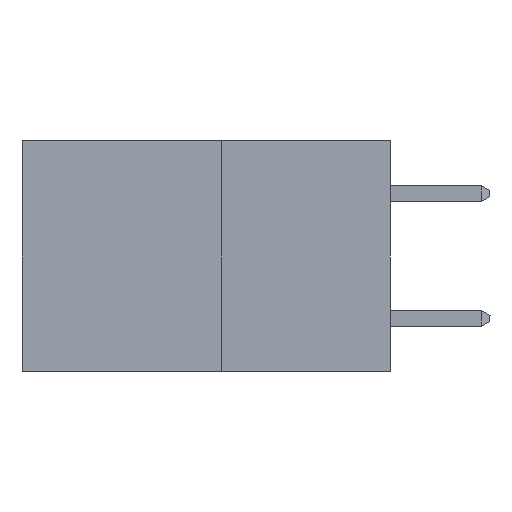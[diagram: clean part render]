
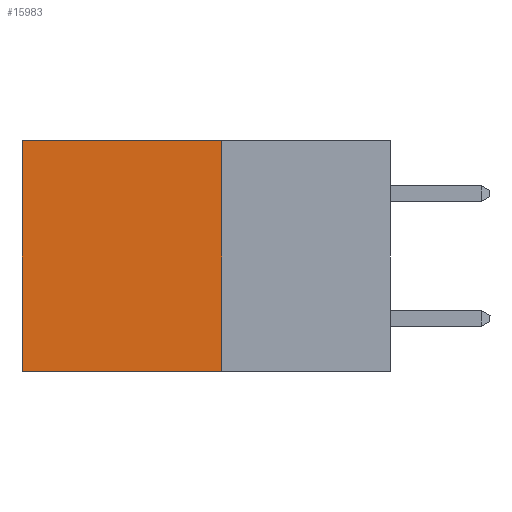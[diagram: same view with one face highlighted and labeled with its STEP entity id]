
A CAD part, left-side view. The second image highlights one B-rep face of the part: STEP entity #15983.
In plain terms, the highlighted planar face has unit normal (-1, 0, 0).
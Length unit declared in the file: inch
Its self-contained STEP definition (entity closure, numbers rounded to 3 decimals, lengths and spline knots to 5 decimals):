
#1107 = VECTOR ( 'NONE', #29531, 39.37008 ) ;
#2092 = LINE ( 'NONE', #8797, #14426 ) ;
#3656 = VERTEX_POINT ( 'NONE', #25048 ) ;
#5307 = DIRECTION ( 'NONE',  ( 0., 0., -1. ) ) ;
#7262 = VERTEX_POINT ( 'NONE', #15576 ) ;
#8506 = CARTESIAN_POINT ( 'NONE',  ( 0.277, 0.27, -0.37 ) ) ;
#8531 = ORIENTED_EDGE ( 'NONE', *, *, #24841, .T. ) ;
#8797 = CARTESIAN_POINT ( 'NONE',  ( 0.277, 0.59, -0.37 ) ) ;
#8965 = CARTESIAN_POINT ( 'NONE',  ( 0.277, 0.27, 0. ) ) ;
#10038 = CARTESIAN_POINT ( 'NONE',  ( 0.277, 0.27, -0.37 ) ) ;
#10095 = CARTESIAN_POINT ( 'NONE',  ( 0.277, 0.27, 0. ) ) ;
#10420 = ORIENTED_EDGE ( 'NONE', *, *, #12809, .F. ) ;
#11449 = LINE ( 'NONE', #26965, #30029 ) ;
#12809 = EDGE_CURVE ( 'NONE', #7262, #18456, #11449, .T. ) ;
#13036 = FACE_OUTER_BOUND ( 'NONE', #24571, .T. ) ;
#13335 = DIRECTION ( 'NONE',  ( 0., 0., -1. ) ) ;
#13576 = EDGE_CURVE ( 'NONE', #3656, #18456, #2092, .T. ) ;
#14426 = VECTOR ( 'NONE', #28237, 39.37008 ) ;
#14910 = CARTESIAN_POINT ( 'NONE',  ( 0.277, 0.59, -0.37 ) ) ;
#15576 = CARTESIAN_POINT ( 'NONE',  ( 0.277, 0.27, -0.37 ) ) ;
#15983 = ADVANCED_FACE ( 'NONE', ( #13036 ), #17532, .F. ) ;
#16169 = ORIENTED_EDGE ( 'NONE', *, *, #28178, .F. ) ;
#17137 = DIRECTION ( 'NONE',  ( 0., 1., 0. ) ) ;
#17532 = PLANE ( 'NONE',  #21981 ) ;
#18456 = VERTEX_POINT ( 'NONE', #14910 ) ;
#19987 = DIRECTION ( 'NONE',  ( 1., 0., 0. ) ) ;
#21441 = ORIENTED_EDGE ( 'NONE', *, *, #13576, .T. ) ;
#21981 = AXIS2_PLACEMENT_3D ( 'NONE', #10038, #19987, #5307 ) ;
#24571 = EDGE_LOOP ( 'NONE', ( #21441, #10420, #16169, #8531 ) ) ;
#24799 = VECTOR ( 'NONE', #13335, 39.37008 ) ;
#24841 = EDGE_CURVE ( 'NONE', #29214, #3656, #27154, .T. ) ;
#25048 = CARTESIAN_POINT ( 'NONE',  ( 0.277, 0.59, 0. ) ) ;
#26965 = CARTESIAN_POINT ( 'NONE',  ( 0.277, 0.27, -0.37 ) ) ;
#27154 = LINE ( 'NONE', #10095, #1107 ) ;
#28178 = EDGE_CURVE ( 'NONE', #29214, #7262, #31232, .T. ) ;
#28237 = DIRECTION ( 'NONE',  ( 0., 0., -1. ) ) ;
#29214 = VERTEX_POINT ( 'NONE', #8965 ) ;
#29531 = DIRECTION ( 'NONE',  ( 0., 1., 0. ) ) ;
#30029 = VECTOR ( 'NONE', #17137, 39.37008 ) ;
#31232 = LINE ( 'NONE', #8506, #24799 ) ;
